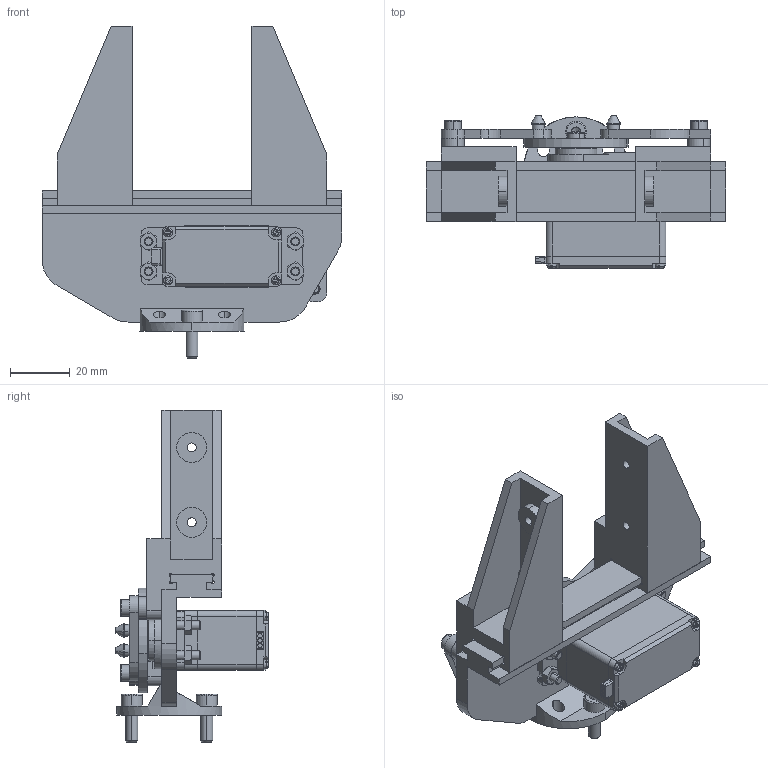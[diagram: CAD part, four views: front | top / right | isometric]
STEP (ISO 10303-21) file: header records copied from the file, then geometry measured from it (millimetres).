
FILE_DESCRIPTION (( 'STEP AP214' ), '1' );
FILE_NAME ('linear gripper.STEP', '2022-03-18T02:13:58', ( '' ), ( '' ), 'SwSTEP 2.0', 'SolidWorks 2021', '' );
FILE_SCHEMA (( 'AUTOMOTIVE_DESIGN' ));
Length unit declared in the file: millimetre
Products named in the file (10): hex nut style 1 gradeab_din_Hexagon Nut ISO 4032 - M3 - D - N; Servo Horn; Assemble_Servo; socket head cap screw 4762_din_EN ISO 4762 M4 x 12 - 12N; linear gripper; flange adaptor; grip arm_right; grip arm; lever; socket head cap screw 4762_din_EN ISO 4762 M3 x 10 - 10N
Assembly tree (20 placements, depth 2):
  linear gripper
    flange adaptor
    Assemble_Servo
    grip arm
    Servo Horn
    lever  x2
    grip arm_right
    socket head cap screw 4762_din_EN ISO 4762 M3 x 10 - 10N  x7
    socket head cap screw 4762_din_EN ISO 4762 M4 x 12 - 12N  x2
    hex nut style 1 gradeab_din_Hexagon Nut ISO 4032 - M3 - D - N  x4
Bounding box: 100 x 50.8 x 110.75 mm (x, y, z)
Volume: 68454.9 mm3; surface area: 53463.9 mm2
Topology: 27 solids, 27 shells, 988 faces, 2455 edges, 1557 vertices
Faces by surface type: plane 509, cylinder 323, cone 104, torus 52
Entity records: 26046 total; most frequent: CARTESIAN_POINT 4070, DIRECTION 3817, ORIENTED_EDGE 3628, EDGE_CURVE 1814, AXIS2_PLACEMENT_3D 1369, VERTEX_POINT 1190, VECTOR 1079, LINE 1079
